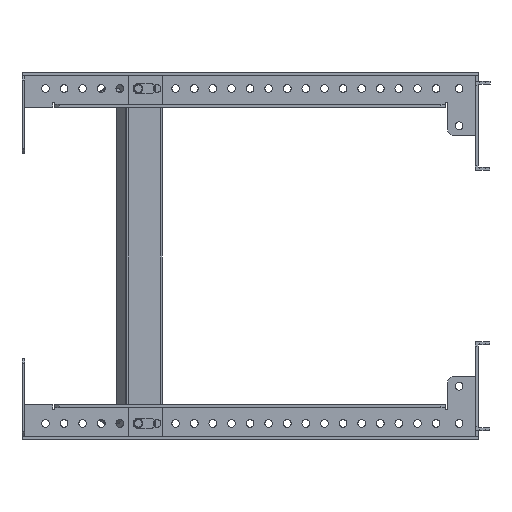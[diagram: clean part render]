
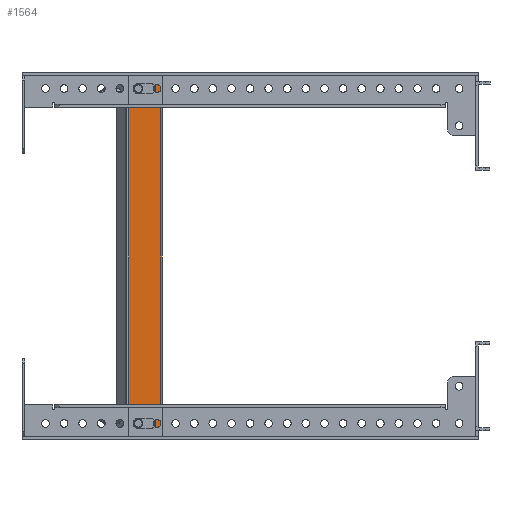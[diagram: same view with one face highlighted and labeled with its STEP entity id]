
A CAD part, front view. The second image highlights one B-rep face of the part: STEP entity #1564.
In plain terms, the highlighted planar face has unit normal (0, -1, 0).
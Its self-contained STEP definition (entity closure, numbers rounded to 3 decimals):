
#50 = CIRCLE ( 'NONE', #31498, 3.5 ) ;
#60 = DIRECTION ( 'NONE',  ( 0., 0., 1. ) ) ;
#167 = CARTESIAN_POINT ( 'NONE',  ( 1112.302, -254., 141. ) ) ;
#358 = EDGE_CURVE ( 'NONE', #7341, #22904, #13197, .T. ) ;
#472 = VECTOR ( 'NONE', #13151, 1000. ) ;
#481 = VERTEX_POINT ( 'NONE', #5566 ) ;
#835 = FACE_BOUND ( 'NONE', #4547, .T. ) ;
#1429 = VERTEX_POINT ( 'NONE', #167 ) ;
#1484 = CARTESIAN_POINT ( 'NONE',  ( 1120.302, -254., 141. ) ) ;
#1564 = ADVANCED_FACE ( 'NONE', ( #13729, #24055, #835 ), #11167, .F. ) ;
#1718 = DIRECTION ( 'NONE',  ( 0., 1., 0. ) ) ;
#1963 = VECTOR ( 'NONE', #14859, 1000. ) ;
#2403 = DIRECTION ( 'NONE',  ( 0., -1., 0. ) ) ;
#2689 = CARTESIAN_POINT ( 'NONE',  ( 1120.302, -254., 134. ) ) ;
#2705 = LINE ( 'NONE', #5547, #15891 ) ;
#2768 = AXIS2_PLACEMENT_3D ( 'NONE', #7573, #10468, #25919 ) ;
#3059 = CARTESIAN_POINT ( 'NONE',  ( 1120.302, -254., -87.5 ) ) ;
#3228 = LINE ( 'NONE', #18980, #12852 ) ;
#3589 = AXIS2_PLACEMENT_3D ( 'NONE', #6058, #14692, #30986 ) ;
#3760 = VERTEX_POINT ( 'NONE', #16891 ) ;
#3922 = CARTESIAN_POINT ( 'NONE',  ( 1112.302, -254., 137.5 ) ) ;
#4050 = ORIENTED_EDGE ( 'NONE', *, *, #9426, .T. ) ;
#4314 = VECTOR ( 'NONE', #60, 1000. ) ;
#4327 = EDGE_LOOP ( 'NONE', ( #5822, #19727, #19587, #14885, #28945 ) ) ;
#4547 = EDGE_LOOP ( 'NONE', ( #10984, #21574, #8900, #4050, #20076 ) ) ;
#4915 = VECTOR ( 'NONE', #13184, 1000. ) ;
#5171 = DIRECTION ( 'NONE',  ( -1., 0., 0. ) ) ;
#5275 = EDGE_CURVE ( 'NONE', #1429, #7236, #28791, .T. ) ;
#5547 = CARTESIAN_POINT ( 'NONE',  ( 1105.802, -254., -97.5 ) ) ;
#5566 = CARTESIAN_POINT ( 'NONE',  ( 1128.304, -254., -97.5 ) ) ;
#5822 = ORIENTED_EDGE ( 'NONE', *, *, #11158, .F. ) ;
#6035 = DIRECTION ( 'NONE',  ( -1., 0., 0. ) ) ;
#6058 = CARTESIAN_POINT ( 'NONE',  ( 1150.77, -254., 25. ) ) ;
#7236 = VERTEX_POINT ( 'NONE', #1484 ) ;
#7341 = VERTEX_POINT ( 'NONE', #22957 ) ;
#7573 = CARTESIAN_POINT ( 'NONE',  ( 1112.302, -254., -87.5 ) ) ;
#7993 = CARTESIAN_POINT ( 'NONE',  ( 1112.302, -254., 134. ) ) ;
#8078 = ORIENTED_EDGE ( 'NONE', *, *, #27217, .F. ) ;
#8900 = ORIENTED_EDGE ( 'NONE', *, *, #5275, .T. ) ;
#8916 = EDGE_CURVE ( 'NONE', #481, #9792, #23789, .T. ) ;
#9151 = EDGE_LOOP ( 'NONE', ( #20280, #21629, #8078, #10297 ) ) ;
#9426 = EDGE_CURVE ( 'NONE', #7236, #10157, #13024, .T. ) ;
#9792 = VERTEX_POINT ( 'NONE', #31641 ) ;
#10097 = LINE ( 'NONE', #17744, #4915 ) ;
#10157 = VERTEX_POINT ( 'NONE', #2689 ) ;
#10254 = LINE ( 'NONE', #22621, #1963 ) ;
#10297 = ORIENTED_EDGE ( 'NONE', *, *, #8916, .T. ) ;
#10468 = DIRECTION ( 'NONE',  ( 0., -1., 0. ) ) ;
#10675 = EDGE_CURVE ( 'NONE', #18718, #11287, #50, .T. ) ;
#10984 = ORIENTED_EDGE ( 'NONE', *, *, #358, .T. ) ;
#11158 = EDGE_CURVE ( 'NONE', #3760, #18718, #10097, .T. ) ;
#11167 = PLANE ( 'NONE',  #3589 ) ;
#11287 = VERTEX_POINT ( 'NONE', #24183 ) ;
#11454 = CARTESIAN_POINT ( 'NONE',  ( 1112.302, -254., 137.5 ) ) ;
#11940 = AXIS2_PLACEMENT_3D ( 'NONE', #23141, #33562, #5171 ) ;
#11963 = DIRECTION ( 'NONE',  ( 0., 1., 0. ) ) ;
#12069 = DIRECTION ( 'NONE',  ( -1., 0., 0. ) ) ;
#12097 = VECTOR ( 'NONE', #18353, 1000. ) ;
#12577 = CARTESIAN_POINT ( 'NONE',  ( 1108.802, -254., 137.5 ) ) ;
#12852 = VECTOR ( 'NONE', #13584, 1000. ) ;
#13024 = CIRCLE ( 'NONE', #11940, 3.5 ) ;
#13100 = CIRCLE ( 'NONE', #32075, 3.5 ) ;
#13151 = DIRECTION ( 'NONE',  ( 1., 0., 0. ) ) ;
#13184 = DIRECTION ( 'NONE',  ( 1., 0., 0. ) ) ;
#13197 = CIRCLE ( 'NONE', #21276, 3.5 ) ;
#13584 = DIRECTION ( 'NONE',  ( -1., 0., 0. ) ) ;
#13729 = FACE_OUTER_BOUND ( 'NONE', #9151, .T. ) ;
#14423 = VERTEX_POINT ( 'NONE', #30009 ) ;
#14692 = DIRECTION ( 'NONE',  ( 0., 1., 0. ) ) ;
#14859 = DIRECTION ( 'NONE',  ( -1., 0., 0. ) ) ;
#14885 = ORIENTED_EDGE ( 'NONE', *, *, #15396, .F. ) ;
#15396 = EDGE_CURVE ( 'NONE', #11287, #23207, #3228, .T. ) ;
#15889 = EDGE_CURVE ( 'NONE', #24402, #9792, #17918, .T. ) ;
#15891 = VECTOR ( 'NONE', #15908, 1000. ) ;
#15908 = DIRECTION ( 'NONE',  ( 0., 0., 1. ) ) ;
#16523 = CARTESIAN_POINT ( 'NONE',  ( 1112.302, -254., -84. ) ) ;
#16646 = VECTOR ( 'NONE', #21100, 1000. ) ;
#16891 = CARTESIAN_POINT ( 'NONE',  ( 1112.302, -254., -91. ) ) ;
#17744 = CARTESIAN_POINT ( 'NONE',  ( 1112.302, -254., -91. ) ) ;
#17918 = LINE ( 'NONE', #25908, #16646 ) ;
#18012 = EDGE_CURVE ( 'NONE', #18546, #24402, #2705, .T. ) ;
#18264 = CARTESIAN_POINT ( 'NONE',  ( 1105.802, -254., 147.5 ) ) ;
#18353 = DIRECTION ( 'NONE',  ( -1., 0., 0. ) ) ;
#18546 = VERTEX_POINT ( 'NONE', #27875 ) ;
#18718 = VERTEX_POINT ( 'NONE', #18831 ) ;
#18831 = CARTESIAN_POINT ( 'NONE',  ( 1120.302, -254., -91. ) ) ;
#18907 = CIRCLE ( 'NONE', #25958, 3.5 ) ;
#18938 = DIRECTION ( 'NONE',  ( 0., -1., 0. ) ) ;
#18980 = CARTESIAN_POINT ( 'NONE',  ( 1112.302, -254., -84. ) ) ;
#19587 = ORIENTED_EDGE ( 'NONE', *, *, #30437, .F. ) ;
#19727 = ORIENTED_EDGE ( 'NONE', *, *, #31300, .F. ) ;
#20076 = ORIENTED_EDGE ( 'NONE', *, *, #25178, .T. ) ;
#20280 = ORIENTED_EDGE ( 'NONE', *, *, #15889, .F. ) ;
#20520 = DIRECTION ( 'NONE',  ( -1., 0., 0. ) ) ;
#21063 = CARTESIAN_POINT ( 'NONE',  ( 1112.302, -254., 141. ) ) ;
#21100 = DIRECTION ( 'NONE',  ( 1., 0., 0. ) ) ;
#21276 = AXIS2_PLACEMENT_3D ( 'NONE', #3922, #1718, #12069 ) ;
#21574 = ORIENTED_EDGE ( 'NONE', *, *, #33342, .T. ) ;
#21629 = ORIENTED_EDGE ( 'NONE', *, *, #18012, .F. ) ;
#22248 = DIRECTION ( 'NONE',  ( -1., 0., 0. ) ) ;
#22293 = CARTESIAN_POINT ( 'NONE',  ( 1112.302, -254., -87.5 ) ) ;
#22621 = CARTESIAN_POINT ( 'NONE',  ( 1150.146, -254., -97.5 ) ) ;
#22904 = VERTEX_POINT ( 'NONE', #12577 ) ;
#22957 = CARTESIAN_POINT ( 'NONE',  ( 1112.302, -254., 134. ) ) ;
#23141 = CARTESIAN_POINT ( 'NONE',  ( 1120.302, -254., 137.5 ) ) ;
#23207 = VERTEX_POINT ( 'NONE', #16523 ) ;
#23262 = CARTESIAN_POINT ( 'NONE',  ( 1128.304, -254., -100.859 ) ) ;
#23789 = LINE ( 'NONE', #23262, #4314 ) ;
#24055 = FACE_BOUND ( 'NONE', #4327, .T. ) ;
#24183 = CARTESIAN_POINT ( 'NONE',  ( 1120.302, -254., -84. ) ) ;
#24402 = VERTEX_POINT ( 'NONE', #18264 ) ;
#25178 = EDGE_CURVE ( 'NONE', #10157, #7341, #31291, .T. ) ;
#25525 = CIRCLE ( 'NONE', #2768, 3.5 ) ;
#25908 = CARTESIAN_POINT ( 'NONE',  ( 1105.802, -254., 147.5 ) ) ;
#25919 = DIRECTION ( 'NONE',  ( -1., 0., 0. ) ) ;
#25958 = AXIS2_PLACEMENT_3D ( 'NONE', #11454, #11963, #22248 ) ;
#27217 = EDGE_CURVE ( 'NONE', #481, #18546, #10254, .T. ) ;
#27875 = CARTESIAN_POINT ( 'NONE',  ( 1105.802, -254., -97.5 ) ) ;
#28791 = LINE ( 'NONE', #21063, #472 ) ;
#28945 = ORIENTED_EDGE ( 'NONE', *, *, #10675, .F. ) ;
#30009 = CARTESIAN_POINT ( 'NONE',  ( 1108.802, -254., -87.5 ) ) ;
#30437 = EDGE_CURVE ( 'NONE', #23207, #14423, #13100, .T. ) ;
#30986 = DIRECTION ( 'NONE',  ( 1., 0., 0. ) ) ;
#31291 = LINE ( 'NONE', #7993, #12097 ) ;
#31300 = EDGE_CURVE ( 'NONE', #14423, #3760, #25525, .T. ) ;
#31498 = AXIS2_PLACEMENT_3D ( 'NONE', #3059, #2403, #20520 ) ;
#31641 = CARTESIAN_POINT ( 'NONE',  ( 1128.304, -254., 147.5 ) ) ;
#32075 = AXIS2_PLACEMENT_3D ( 'NONE', #22293, #18938, #6035 ) ;
#33342 = EDGE_CURVE ( 'NONE', #22904, #1429, #18907, .T. ) ;
#33562 = DIRECTION ( 'NONE',  ( 0., 1., 0. ) ) ;
